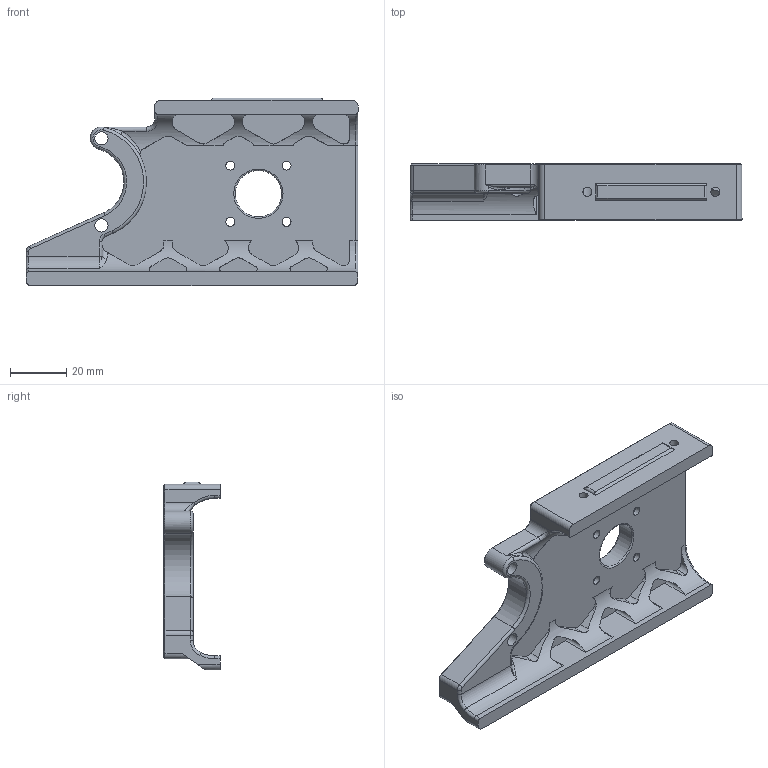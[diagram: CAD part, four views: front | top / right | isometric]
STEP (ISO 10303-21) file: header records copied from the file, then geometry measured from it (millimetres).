
FILE_DESCRIPTION(/* description */ (''),/* implementation_level */ '2;1');
FILE_NAME(/* name */ 'cnlinko_m16_skirt_panel.step',/* time_stamp */ '2023-04-28T18:42:21+12:00',/* author */ (''),/* organization */ (''),/* preprocessor_version */ 'ST-DEVELOPER v19.2',/* originating_system */ 'Autodesk Translation Framework v12.4.0.73',/* authorisation */ '');
FILE_SCHEMA (('AUTOMOTIVE_DESIGN { 1 0 10303 214 3 1 1 }'));
Length unit declared in the file: millimetre
Products named in the file (1): VORON2.4_Assembly_M16_skirt
Bounding box: 118 x 20 x 66.8 mm (x, y, z)
Volume: 52755.2 mm3; surface area: 20836.4 mm2
Topology: 1 solids, 1 shells, 196 faces, 522 edges, 328 vertices
Faces by surface type: cylinder 87, plane 72, cone 19, torus 11, bspline 7
Full cylindrical faces by diameter (mm): 3.2 x6, 4.7 x7, 6 x2, 16.5 x1
Entity records: 6740 total; most frequent: CARTESIAN_POINT 1772, DIRECTION 1042, ORIENTED_EDGE 1040, EDGE_CURVE 520, AXIS2_PLACEMENT_3D 391, VERTEX_POINT 328, LINE 260, VECTOR 260
